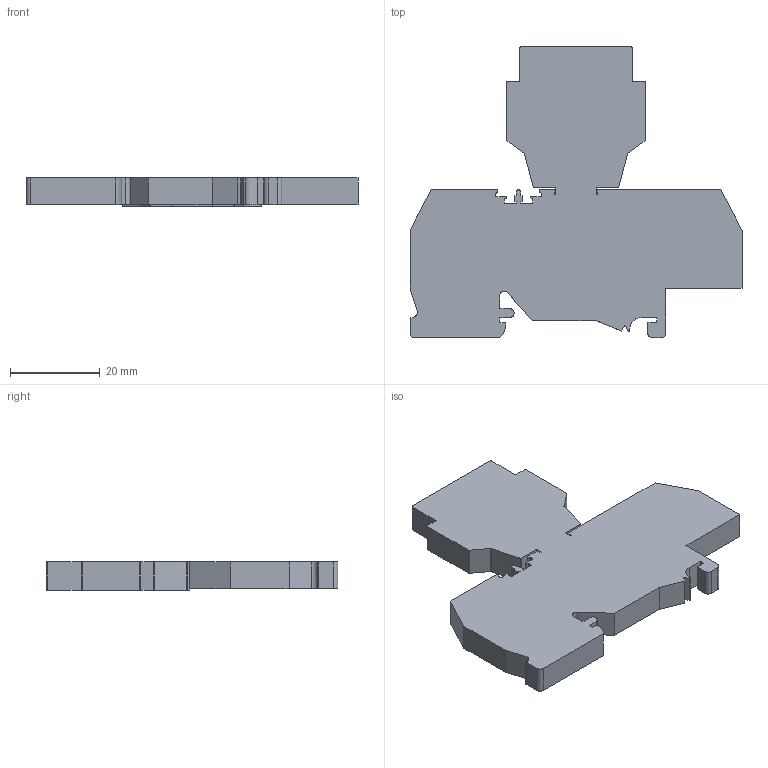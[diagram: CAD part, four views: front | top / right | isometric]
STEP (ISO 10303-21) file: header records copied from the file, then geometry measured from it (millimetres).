
FILE_DESCRIPTION((''),'2;1');
FILE_NAME('UJ1-2_5_3K','2023-11-08T',('dell'),(''),'PRO/ENGINEER BY PARAMETRIC TECHNOLOGY CORPORATION, 2013230','PRO/ENGINEER BY PARAMETRIC TECHNOLOGY CORPORATION, 2013230','');
FILE_SCHEMA(('AUTOMOTIVE_DESIGN { 1 0 10303 214 1 1 1 1 }'));
Length unit declared in the file: millimetre
Products named in the file (1): UJ1-2_5_3K
Bounding box: 74 x 65 x 6.3 mm (x, y, z)
Volume: 17250.6 mm3; surface area: 8296.2 mm2
Topology: 1 solids, 1 shells, 114 faces, 337 edges, 229 vertices
Faces by surface type: plane 83, cylinder 31
Entity records: 3897 total; most frequent: CARTESIAN_POINT 682, ORIENTED_EDGE 674, DIRECTION 640, EDGE_CURVE 337, VECTOR 262, LINE 262, VERTEX_POINT 229, AXIS2_PLACEMENT_3D 189
